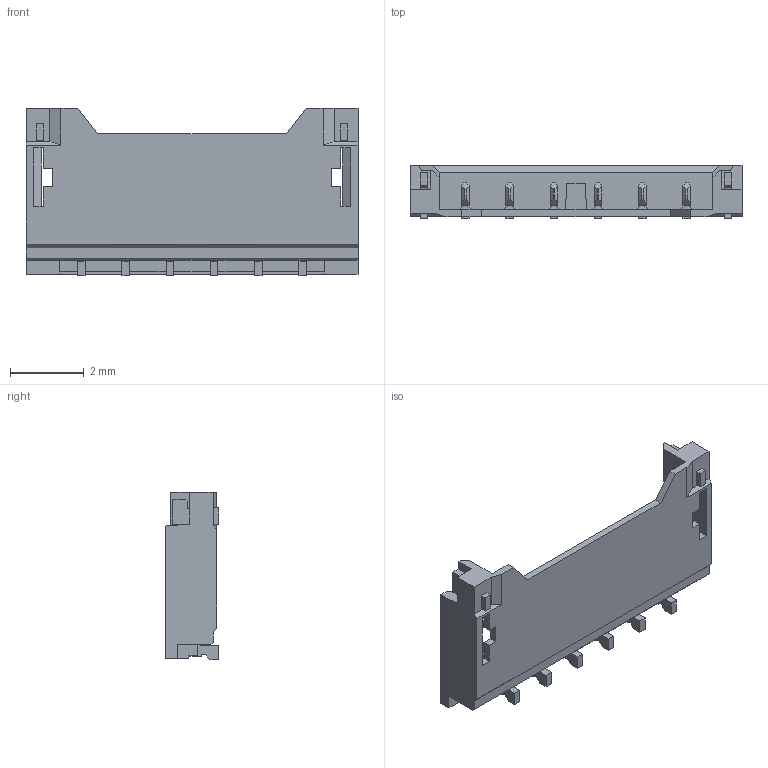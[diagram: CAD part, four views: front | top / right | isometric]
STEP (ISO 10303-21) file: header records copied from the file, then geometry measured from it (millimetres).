
FILE_DESCRIPTION(/* description */ (''),/* implementation_level */ '2;1');
FILE_NAME(/* name */ 'CON_781715006.step',/* time_stamp */ '2023-07-07T00:42:31+02:00',/* author */ (''),/* organization */ (''),/* preprocessor_version */ 'ST-DEVELOPER v19.2',/* originating_system */ 'Autodesk Translation Framework v12.6.0.85',/* authorisation */ '');
FILE_SCHEMA (('AUTOMOTIVE_DESIGN { 1 0 10303 214 3 1 1 }'));
Length unit declared in the file: millimetre
Products named in the file (1): CON_781715006
Bounding box: 9 x 1.45 x 4.53 mm (x, y, z)
Volume: 17.9 mm3; surface area: 135.1 mm2
Topology: 1 solids, 1 shells, 262 faces, 766 edges, 506 vertices
Faces by surface type: plane 254, cylinder 8
Entity records: 8702 total; most frequent: CARTESIAN_POINT 1535, ORIENTED_EDGE 1532, DIRECTION 1308, EDGE_CURVE 766, LINE 750, VECTOR 750, VERTEX_POINT 506, AXIS2_PLACEMENT_3D 279
